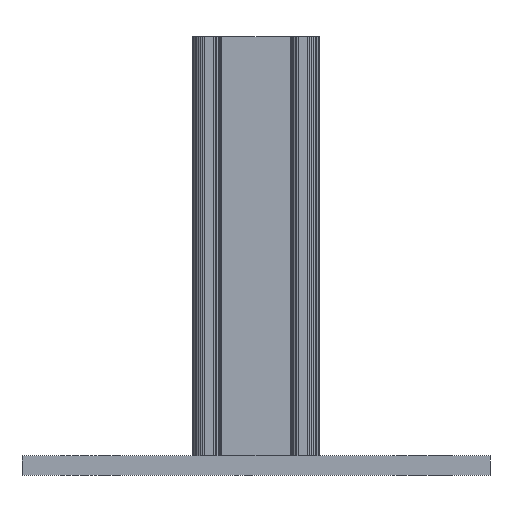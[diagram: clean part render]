
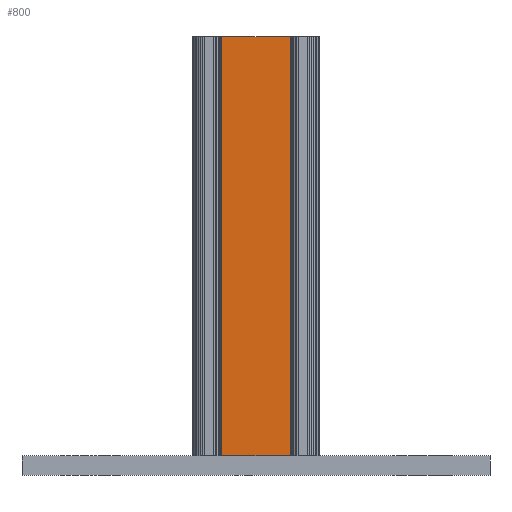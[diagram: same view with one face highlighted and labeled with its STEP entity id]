
A CAD part, front view. The second image highlights one B-rep face of the part: STEP entity #800.
In plain terms, the highlighted planar face has unit normal (0, -1, 0).
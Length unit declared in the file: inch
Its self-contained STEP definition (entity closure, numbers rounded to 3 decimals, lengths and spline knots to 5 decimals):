
#800=ADVANCED_FACE('',(#1677),#1678,.T.);
#1677=FACE_OUTER_BOUND('',#2718,.T.);
#1678=PLANE('',#2719);
#2718=EDGE_LOOP('',(#5379,#5380,#5381,#5382));
#2719=AXIS2_PLACEMENT_3D('',#5383,#5384,#5385);
#5379=ORIENTED_EDGE('',*,*,#6245,.T.);
#5380=ORIENTED_EDGE('',*,*,#7030,.F.);
#5381=ORIENTED_EDGE('',*,*,#6834,.T.);
#5382=ORIENTED_EDGE('',*,*,#7050,.T.);
#5383=CARTESIAN_POINT('',(4.26027,5.45736,0.0));
#5384=DIRECTION('',(0.0,-1.0,0.0));
#5385=DIRECTION('',(1.0,0.0,0.0));
#6245=EDGE_CURVE('',#7698,#7696,#7699,.T.);
#6834=EDGE_CURVE('',#8626,#8624,#8627,.T.);
#7030=EDGE_CURVE('',#8626,#7696,#8870,.T.);
#7050=EDGE_CURVE('',#8624,#7698,#8890,.T.);
#7696=VERTEX_POINT('',#9775);
#7698=VERTEX_POINT('',#9778);
#7699=LINE('',#9779,#9780);
#8624=VERTEX_POINT('',#11250);
#8626=VERTEX_POINT('',#11253);
#8627=LINE('',#11254,#11255);
#8870=LINE('',#11639,#11640);
#8890=LINE('',#11669,#11670);
#9775=CARTESIAN_POINT('',(3.60014,5.45736,5.375));
#9778=CARTESIAN_POINT('',(4.9204,5.45736,5.375));
#9779=CARTESIAN_POINT('',(3.60014,5.45736,5.375));
#9780=VECTOR('',#12106,1.0);
#11250=CARTESIAN_POINT('',(4.9204,5.45736,0.0));
#11253=CARTESIAN_POINT('',(3.60014,5.45736,0.0));
#11254=CARTESIAN_POINT('',(3.60014,5.45736,0.0));
#11255=VECTOR('',#12569,1.0);
#11639=CARTESIAN_POINT('',(3.60014,5.45736,0.0));
#11640=VECTOR('',#12711,1.0);
#11669=CARTESIAN_POINT('',(4.9204,5.45736,0.0));
#11670=VECTOR('',#12721,1.0);
#12106=DIRECTION('',(-1.0,-0.0,-0.0));
#12569=DIRECTION('',(1.0,0.0,0.0));
#12711=DIRECTION('',(0.0,0.0,1.0));
#12721=DIRECTION('',(0.0,0.0,1.0));
